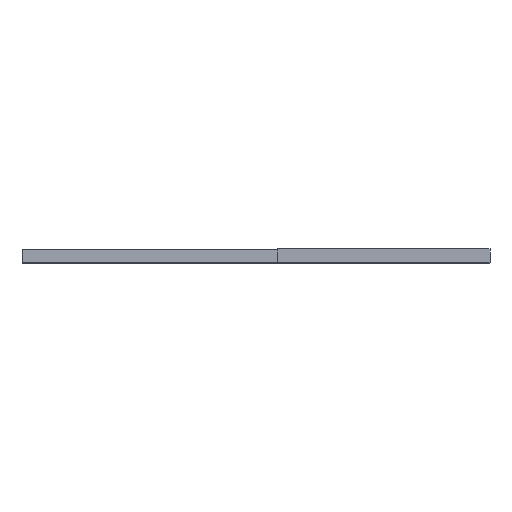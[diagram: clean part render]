
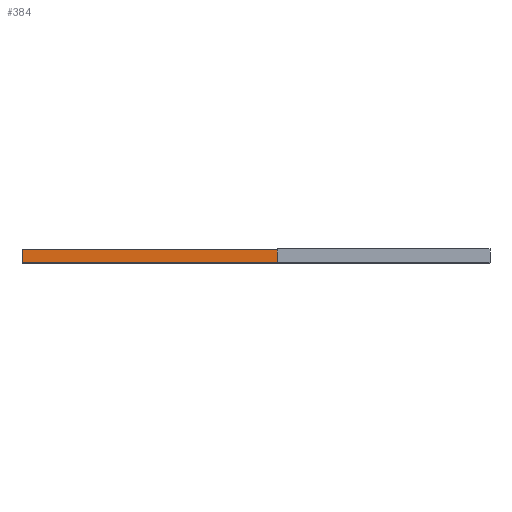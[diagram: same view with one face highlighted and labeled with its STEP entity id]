
A CAD part, top view. The second image highlights one B-rep face of the part: STEP entity #384.
In plain terms, the highlighted planar face has unit normal (0, 0, 1).
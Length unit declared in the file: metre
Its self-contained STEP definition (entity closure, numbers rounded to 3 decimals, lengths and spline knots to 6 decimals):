
#384 = ADVANCED_FACE( 'NONE', ( #922 ), #923, .F. );
#922 = FACE_OUTER_BOUND( '', #1617, .T. );
#923 = PLANE( '', #1618 );
#1617 = EDGE_LOOP( '', ( #2829, #2830, #2831, #2832 ) );
#1618 = AXIS2_PLACEMENT_3D( '', #2833, #2834, #2835 );
#2829 = ORIENTED_EDGE( '', *, *, #3630, .T. );
#2830 = ORIENTED_EDGE( '', *, *, #3948, .F. );
#2831 = ORIENTED_EDGE( '', *, *, #4048, .F. );
#2832 = ORIENTED_EDGE( '', *, *, #3850, .T. );
#2833 = CARTESIAN_POINT( '', ( 0., 0.0025, 0.02 ) );
#2834 = DIRECTION( '', ( 0., 0., -1. ) );
#2835 = DIRECTION( '', ( 0., -1., 0. ) );
#3630 = EDGE_CURVE( 'NONE', #4316, #4317, #4318, .T. );
#3850 = EDGE_CURVE( 'NONE', #4714, #4316, #4715, .T. );
#3948 = EDGE_CURVE( 'NONE', #4854, #4317, #4856, .T. );
#4048 = EDGE_CURVE( 'NONE', #4714, #4854, #4993, .T. );
#4316 = VERTEX_POINT( 'NONE', #5332 );
#4317 = VERTEX_POINT( 'NONE', #5333 );
#4318 = LINE( '', #5334, #5335 );
#4714 = VERTEX_POINT( 'NONE', #5830 );
#4715 = LINE( '', #5831, #5832 );
#4854 = VERTEX_POINT( 'NONE', #6018 );
#4856 = LINE( '', #6021, #6022 );
#4993 = LINE( '', #6200, #6201 );
#5332 = CARTESIAN_POINT( '', ( -0.044, 0., 0.02 ) );
#5333 = CARTESIAN_POINT( '', ( 0.004, 0., 0.02 ) );
#5334 = CARTESIAN_POINT( '', ( 0., 0., 0.02 ) );
#5335 = VECTOR( '', #6534, 1. );
#5830 = CARTESIAN_POINT( '', ( -0.044, 0.0025, 0.02 ) );
#5831 = CARTESIAN_POINT( '', ( -0.044, 0.0025, 0.02 ) );
#5832 = VECTOR( '', #6940, 1. );
#6018 = CARTESIAN_POINT( '', ( 0.004, 0.0025, 0.02 ) );
#6021 = CARTESIAN_POINT( '', ( 0.004, 0.0025, 0.02 ) );
#6022 = VECTOR( '', #7046, 1. );
#6200 = CARTESIAN_POINT( '', ( 0., 0.0025, 0.02 ) );
#6201 = VECTOR( '', #7157, 1. );
#6534 = DIRECTION( '', ( 1., 0., 0. ) );
#6940 = DIRECTION( '', ( 0., -1., 0. ) );
#7046 = DIRECTION( '', ( 0., -1., 0. ) );
#7157 = DIRECTION( '', ( 1., 0., 0. ) );
